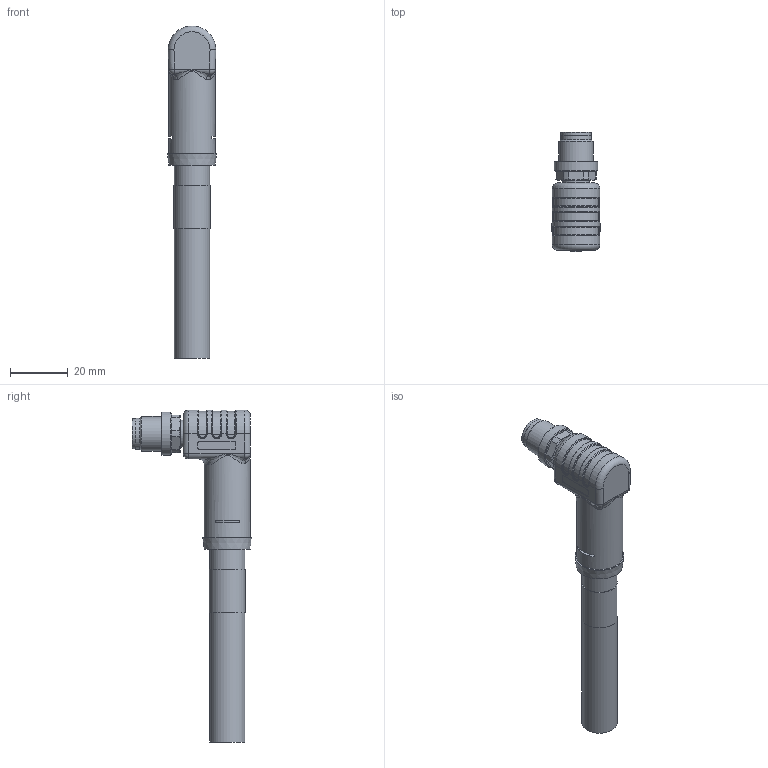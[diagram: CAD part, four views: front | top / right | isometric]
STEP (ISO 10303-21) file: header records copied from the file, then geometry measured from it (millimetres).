
FILE_DESCRIPTION(/* description */ (''),/* implementation_level */ '2;1');
FILE_NAME(/* name */ 'PL-WM12S5-m.stp',/* time_stamp */ '2023-10-26T15:18:33+02:00',/* author */ ('ESCHA GmbH & Co. KG'),/* organization */ ('ESCHA GmbH & Co. KG'),/* preprocessor_version */ 'ST-DEVELOPER v16',/* originating_system */ 'SIEMENS PLM Software NX 10.0',/* authorisation */ '');
FILE_SCHEMA (('AUTOMOTIVE_DESIGN { 1 0 10303 214 3 1 1 1 }'));
Length unit declared in the file: millimetre
Products named in the file (1): PL-WM12S5-m_S5015_S5072 _stp
Bounding box: 17 x 41.4 x 115.04 mm (x, y, z)
Volume: 21560.4 mm3; surface area: 7378.5 mm2
Topology: 1 solids, 1 shells, 239 faces, 579 edges, 347 vertices
Faces by surface type: cylinder 81, plane 71, bspline 44, torus 22, cone 13, sphere 8
Full cylindrical faces by diameter (mm): 1.5 x4, 9.4 x1, 10.8 x1, 12 x1, 12.2 x2, 12.5 x1, 15 x1, 16 x1
Entity records: 7850 total; most frequent: CARTESIAN_POINT 2793, ORIENTED_EDGE 1058, DIRECTION 1009, EDGE_CURVE 529, AXIS2_PLACEMENT_3D 416, VERTEX_POINT 330, EDGE_LOOP 277, ADVANCED_FACE 239
